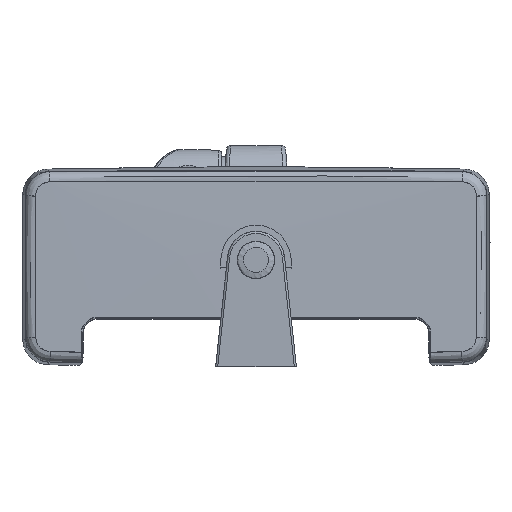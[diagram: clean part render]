
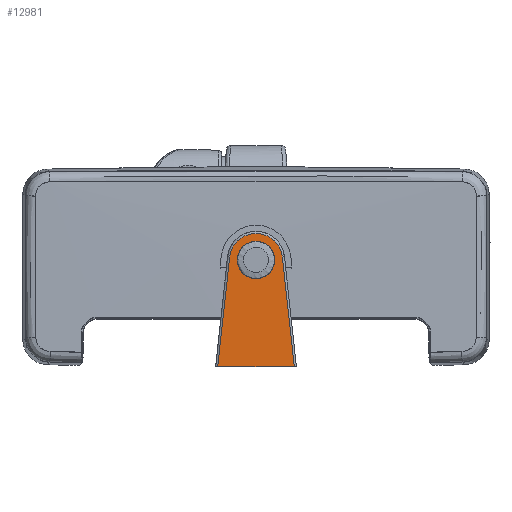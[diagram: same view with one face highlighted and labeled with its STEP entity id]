
A CAD part, front view. The second image highlights one B-rep face of the part: STEP entity #12981.
In plain terms, the highlighted planar face has unit normal (0, -1, 0).
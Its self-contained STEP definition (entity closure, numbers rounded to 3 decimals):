
#36 = CARTESIAN_POINT ( 'NONE',  ( 0., -350.9, 50.5 ) ) ;
#195 = DIRECTION ( 'NONE',  ( -1., 0., 0. ) ) ;
#380 = FACE_BOUND ( 'NONE', #1405, .T. ) ;
#576 = VERTEX_POINT ( 'NONE', #4915 ) ;
#1203 = DIRECTION ( 'NONE',  ( 0., 0., 1. ) ) ;
#1405 = EDGE_LOOP ( 'NONE', ( #11710 ) ) ;
#1815 = EDGE_CURVE ( 'NONE', #576, #12447, #4282, .T. ) ;
#1836 = EDGE_CURVE ( 'NONE', #13906, #576, #4265, .T. ) ;
#2303 = EDGE_LOOP ( 'NONE', ( #10751, #9761, #4700, #5210 ) ) ;
#2746 = AXIS2_PLACEMENT_3D ( 'NONE', #8643, #8589, #8545 ) ;
#2993 = CARTESIAN_POINT ( 'NONE',  ( -18.161, -350.9, -0.02 ) ) ;
#3007 = VERTEX_POINT ( 'NONE', #4594 ) ;
#3708 = VERTEX_POINT ( 'NONE', #13077 ) ;
#4060 = VECTOR ( 'NONE', #9687, 1000. ) ;
#4265 = CIRCLE ( 'NONE', #2746, 12.576 ) ;
#4282 = LINE ( 'NONE', #8652, #4060 ) ;
#4594 = CARTESIAN_POINT ( 'NONE',  ( 18.161, -350.9, -0.02 ) ) ;
#4682 = EDGE_CURVE ( 'NONE', #3007, #12447, #13113, .T. ) ;
#4700 = ORIENTED_EDGE ( 'NONE', *, *, #4682, .F. ) ;
#4915 = CARTESIAN_POINT ( 'NONE',  ( -12.502, -350.9, 51.864 ) ) ;
#5082 = CARTESIAN_POINT ( 'NONE',  ( 12.502, -350.9, 51.864 ) ) ;
#5210 = ORIENTED_EDGE ( 'NONE', *, *, #9845, .T. ) ;
#5922 = CARTESIAN_POINT ( 'NONE',  ( 0., -350.9, 50.5 ) ) ;
#6406 = CARTESIAN_POINT ( 'NONE',  ( 12.502, -350.9, 51.864 ) ) ;
#6543 = AXIS2_PLACEMENT_3D ( 'NONE', #36, #8030, #1203 ) ;
#7067 = CARTESIAN_POINT ( 'NONE',  ( -19.167, -350.9, -0.02 ) ) ;
#7084 = DIRECTION ( 'NONE',  ( 1., 0., 0. ) ) ;
#7232 = AXIS2_PLACEMENT_3D ( 'NONE', #5922, #13476, #7084 ) ;
#8030 = DIRECTION ( 'NONE',  ( 0., -1., 0. ) ) ;
#8406 = FACE_OUTER_BOUND ( 'NONE', #2303, .T. ) ;
#8516 = EDGE_CURVE ( 'NONE', #3708, #3708, #13207, .T. ) ;
#8545 = DIRECTION ( 'NONE',  ( 1., 0., 0. ) ) ;
#8589 = DIRECTION ( 'NONE',  ( 0., -1., 0. ) ) ;
#8643 = CARTESIAN_POINT ( 'NONE',  ( 0., -350.9, 50.5 ) ) ;
#8652 = CARTESIAN_POINT ( 'NONE',  ( -18.173, -350.9, -0.128 ) ) ;
#9260 = PLANE ( 'NONE',  #7232 ) ;
#9687 = DIRECTION ( 'NONE',  ( -0.108, 0., -0.994 ) ) ;
#9761 = ORIENTED_EDGE ( 'NONE', *, *, #1815, .T. ) ;
#9845 = EDGE_CURVE ( 'NONE', #3007, #13906, #10423, .T. ) ;
#10245 = VECTOR ( 'NONE', #11683, 1000. ) ;
#10423 = LINE ( 'NONE', #5082, #10245 ) ;
#10751 = ORIENTED_EDGE ( 'NONE', *, *, #1836, .T. ) ;
#11683 = DIRECTION ( 'NONE',  ( -0.108, 0., 0.994 ) ) ;
#11710 = ORIENTED_EDGE ( 'NONE', *, *, #8516, .F. ) ;
#12447 = VERTEX_POINT ( 'NONE', #2993 ) ;
#12981 = ADVANCED_FACE ( 'NONE', ( #380, #8406 ), #9260, .F. ) ;
#13077 = CARTESIAN_POINT ( 'NONE',  ( 0., -350.9, 59.4 ) ) ;
#13113 = LINE ( 'NONE', #7067, #13937 ) ;
#13207 = CIRCLE ( 'NONE', #6543, 8.9 ) ;
#13476 = DIRECTION ( 'NONE',  ( 0., 1., 0. ) ) ;
#13906 = VERTEX_POINT ( 'NONE', #6406 ) ;
#13937 = VECTOR ( 'NONE', #195, 1000. ) ;
